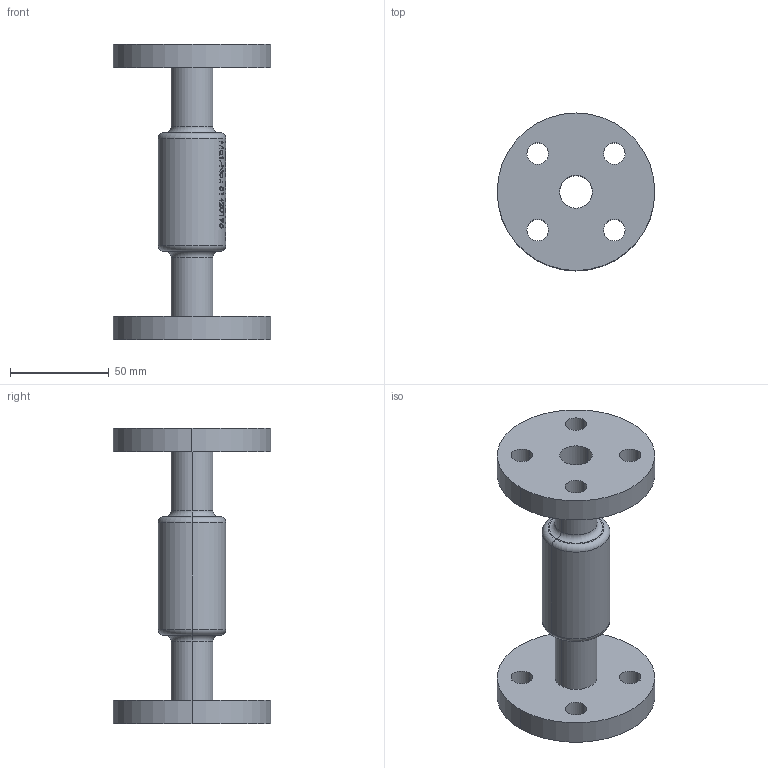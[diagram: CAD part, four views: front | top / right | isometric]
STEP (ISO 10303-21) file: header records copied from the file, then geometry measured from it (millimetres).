
FILE_DESCRIPTION (( 'STEP AP214' ), '1' );
FILE_NAME ('7120000_DN015_PN06_51420195.STEP', '2022-02-03T07:00:17', ( 'axxx' ), ( 'Hewlett-Packard Company' ), 'SwSTEP 2.0', 'SolidWorks 2019', '' );
FILE_SCHEMA (( 'AUTOMOTIVE_DESIGN' ));
Length unit declared in the file: millimetre
Products named in the file (1): 7120000_DN015_PN06_51420195
Bounding box: 80 x 80 x 150 mm (x, y, z)
Volume: 157708.2 mm3; surface area: 48253.3 mm2
Topology: 1 solids, 1 shells, 532 faces, 1432 edges, 952 vertices
Faces by surface type: plane 246, bspline 219, cylinder 59, torus 8
Entity records: 29196 total; most frequent: CARTESIAN_POINT 17369, ORIENTED_EDGE 2864, DIRECTION 1681, EDGE_CURVE 1432, VERTEX_POINT 952, VECTOR 759, LINE 759, EDGE_LOOP 600
